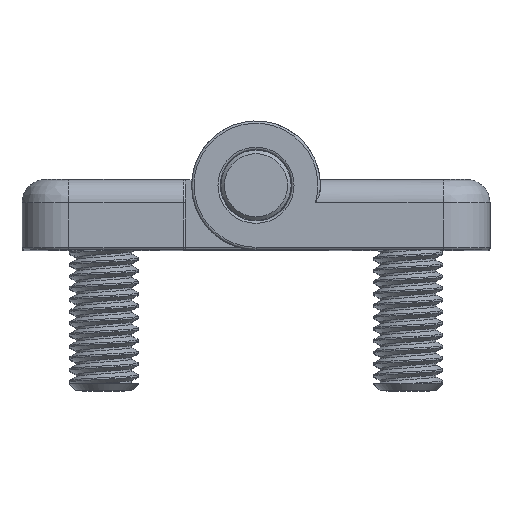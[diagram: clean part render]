
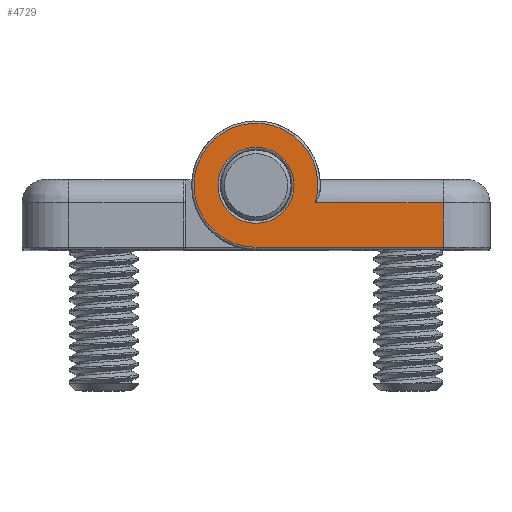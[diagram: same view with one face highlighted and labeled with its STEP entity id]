
A CAD part, top view. The second image highlights one B-rep face of the part: STEP entity #4729.
In plain terms, the highlighted planar face has unit normal (0, 0, 1).
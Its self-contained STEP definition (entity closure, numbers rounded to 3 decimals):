
#133=FACE_BOUND('',#1074,.T.);
#236=LINE('',#17386,#444);
#237=LINE('',#17388,#445);
#238=LINE('',#17390,#446);
#444=VECTOR('',#5721,16.);
#445=VECTOR('',#5722,3.8);
#446=VECTOR('',#5723,10.917);
#666=PLANE('',#5061);
#787=FACE_OUTER_BOUND('',#1073,.T.);
#1073=EDGE_LOOP('',(#3492,#3493,#3494,#3495));
#1074=EDGE_LOOP('',(#3496));
#1389=CIRCLE('',#5060,3.25);
#1390=CIRCLE('',#5062,5.3);
#2012=VERTEX_POINT('',#17381);
#2013=VERTEX_POINT('',#17384);
#2014=VERTEX_POINT('',#17385);
#2015=VERTEX_POINT('',#17387);
#2016=VERTEX_POINT('',#17389);
#2580=EDGE_CURVE('',#2012,#2012,#1389,.T.);
#2581=EDGE_CURVE('',#2013,#2014,#236,.T.);
#2582=EDGE_CURVE('',#2015,#2013,#237,.T.);
#2583=EDGE_CURVE('',#2016,#2015,#238,.T.);
#2584=EDGE_CURVE('',#2014,#2016,#1390,.T.);
#3492=ORIENTED_EDGE('',*,*,#2581,.F.);
#3493=ORIENTED_EDGE('',*,*,#2582,.F.);
#3494=ORIENTED_EDGE('',*,*,#2583,.F.);
#3495=ORIENTED_EDGE('',*,*,#2584,.F.);
#3496=ORIENTED_EDGE('',*,*,#2580,.F.);
#4729=ADVANCED_FACE('',(#787,#133),#666,.T.);
#5060=AXIS2_PLACEMENT_3D('',#17382,#5717,#5718);
#5061=AXIS2_PLACEMENT_3D('',#17383,#5719,#5720);
#5062=AXIS2_PLACEMENT_3D('',#17391,#5724,#5725);
#5717=DIRECTION('center_axis',(0.,0.,1.));
#5718=DIRECTION('ref_axis',(-1.,0.,0.));
#5719=DIRECTION('center_axis',(0.,0.,1.));
#5720=DIRECTION('ref_axis',(1.,0.,0.));
#5721=DIRECTION('',(-1.,0.,0.));
#5722=DIRECTION('',(0.,-1.,0.));
#5723=DIRECTION('',(1.,0.,0.));
#5724=DIRECTION('center_axis',(0.,0.,-1.));
#5725=DIRECTION('ref_axis',(-0.603,0.798,0.));
#17381=CARTESIAN_POINT('',(3.25,0.,0.));
#17382=CARTESIAN_POINT('Origin',(0.,0.,0.));
#17383=CARTESIAN_POINT('Origin',(7.308,-1.465,0.));
#17384=CARTESIAN_POINT('',(16.,-5.3,0.));
#17385=CARTESIAN_POINT('',(0.,-5.3,0.));
#17386=CARTESIAN_POINT('',(3.654,-5.3,0.));
#17387=CARTESIAN_POINT('',(16.,-1.5,0.));
#17388=CARTESIAN_POINT('',(16.,-3.483,0.));
#17389=CARTESIAN_POINT('',(5.083,-1.5,0.));
#17390=CARTESIAN_POINT('',(13.654,-1.5,0.));
#17391=CARTESIAN_POINT('Origin',(0.,0.,0.));
